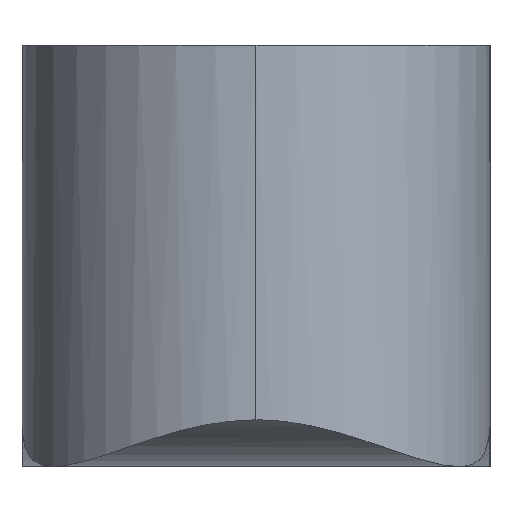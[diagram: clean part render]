
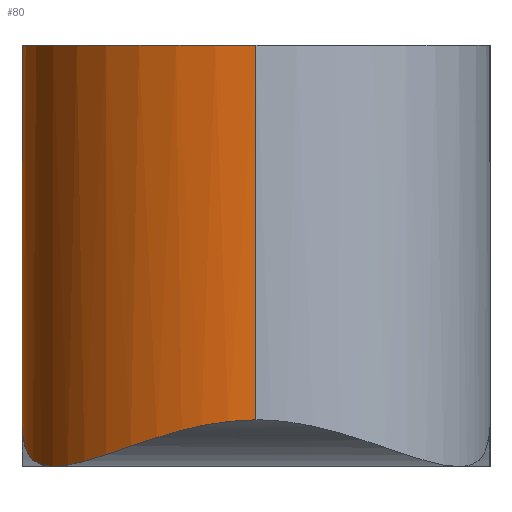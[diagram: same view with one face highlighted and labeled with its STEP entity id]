
A CAD part, left-side view. The second image highlights one B-rep face of the part: STEP entity #80.
In plain terms, the highlighted cylindrical face has radius 10 mm (diameter 20 mm), a partial arc.
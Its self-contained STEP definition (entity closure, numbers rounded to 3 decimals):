
#3 = CARTESIAN_POINT ( 'NONE',  ( -80.781, 9.976, -2.662 ) ) ;
#24 = CARTESIAN_POINT ( 'NONE',  ( -83.392, 9.413, -3.828 ) ) ;
#29 = CARTESIAN_POINT ( 'NONE',  ( -89.394, 3.456, -2.521 ) ) ;
#35 = CARTESIAN_POINT ( 'NONE',  ( -80., 0., 14. ) ) ;
#44 = B_SPLINE_CURVE_WITH_KNOTS ( 'NONE', 3,
 ( #151, #259, #699, #83, #24, #93, #314, #90, #424, #305 ),
 .UNSPECIFIED., .F., .F.,
 ( 4, 2, 2, 2, 4 ),
 ( 0.011, 0.012, 0.013, 0.014, 0.015 ),
 .UNSPECIFIED. ) ;
#63 = CARTESIAN_POINT ( 'NONE',  ( -80., 10., -2.273 ) ) ;
#80 = ADVANCED_FACE ( 'NONE', ( #472 ), #591, .T. ) ;
#83 = CARTESIAN_POINT ( 'NONE',  ( -83.725, 9.287, -3.895 ) ) ;
#86 = EDGE_LOOP ( 'NONE', ( #456, #619, #338, #647, #446, #107 ) ) ;
#90 = CARTESIAN_POINT ( 'NONE',  ( -81.772, 9.847, -3.251 ) ) ;
#92 = VERTEX_POINT ( 'NONE', #386 ) ;
#93 = CARTESIAN_POINT ( 'NONE',  ( -82.738, 9.624, -3.646 ) ) ;
#97 = VERTEX_POINT ( 'NONE', #381 ) ;
#107 = ORIENTED_EDGE ( 'NONE', *, *, #426, .F. ) ;
#110 = CIRCLE ( 'NONE', #210, 10. ) ;
#111 = CARTESIAN_POINT ( 'NONE',  ( -87.401, 6.739, -3.598 ) ) ;
#139 = VERTEX_POINT ( 'NONE', #272 ) ;
#142 = EDGE_CURVE ( 'NONE', #659, #269, #496, .T. ) ;
#151 = CARTESIAN_POINT ( 'NONE',  ( -85., 8.66, -4. ) ) ;
#154 = CARTESIAN_POINT ( 'NONE',  ( -85.764, 8.184, -3.968 ) ) ;
#160 = CARTESIAN_POINT ( 'NONE',  ( -85.387, 8.437, -4. ) ) ;
#210 = AXIS2_PLACEMENT_3D ( 'NONE', #35, #434, #371 ) ;
#221 = AXIS2_PLACEMENT_3D ( 'NONE', #251, #686, #423 ) ;
#251 = CARTESIAN_POINT ( 'NONE',  ( -80., 0., 3.25 ) ) ;
#259 = CARTESIAN_POINT ( 'NONE',  ( -84.692, 8.838, -4. ) ) ;
#269 = VERTEX_POINT ( 'NONE', #681 ) ;
#272 = CARTESIAN_POINT ( 'NONE',  ( -85., 8.66, -4. ) ) ;
#275 = CARTESIAN_POINT ( 'NONE',  ( -80., 10., -2.273 ) ) ;
#279 = CARTESIAN_POINT ( 'NONE',  ( -85., 8.66, -4. ) ) ;
#305 = CARTESIAN_POINT ( 'NONE',  ( -81.15, 9.934, -2.893 ) ) ;
#314 = CARTESIAN_POINT ( 'NONE',  ( -82.413, 9.71, -3.532 ) ) ;
#318 = CARTESIAN_POINT ( 'NONE',  ( -90., 0.903, -2. ) ) ;
#320 = VECTOR ( 'NONE', #435, 1000. ) ;
#331 = CARTESIAN_POINT ( 'NONE',  ( -88.448, 5.368, -3.132 ) ) ;
#338 = ORIENTED_EDGE ( 'NONE', *, *, #473, .F. ) ;
#366 = CARTESIAN_POINT ( 'NONE',  ( -90., 0., -2. ) ) ;
#371 = DIRECTION ( 'NONE',  ( -1., 0., 0. ) ) ;
#380 = CARTESIAN_POINT ( 'NONE',  ( -80.398, 10., -2.455 ) ) ;
#381 = CARTESIAN_POINT ( 'NONE',  ( -90., 0., 14. ) ) ;
#386 = CARTESIAN_POINT ( 'NONE',  ( -90., 0., -2. ) ) ;
#388 = CARTESIAN_POINT ( 'NONE',  ( -86.792, 7.353, -3.782 ) ) ;
#393 = VERTEX_POINT ( 'NONE', #478 ) ;
#421 = CARTESIAN_POINT ( 'NONE',  ( -89.535, 3.045, -2.408 ) ) ;
#423 = DIRECTION ( 'NONE',  ( -1., 0., 0. ) ) ;
#424 = CARTESIAN_POINT ( 'NONE',  ( -81.454, 9.898, -3.084 ) ) ;
#426 = EDGE_CURVE ( 'NONE', #139, #393, #44, .T. ) ;
#429 = CARTESIAN_POINT ( 'NONE',  ( -89.064, 4.246, -2.757 ) ) ;
#434 = DIRECTION ( 'NONE',  ( 0., 0., 1. ) ) ;
#435 = DIRECTION ( 'NONE',  ( 0., 0., 1. ) ) ;
#440 = CARTESIAN_POINT ( 'NONE',  ( -88.875, 4.628, -2.883 ) ) ;
#446 = ORIENTED_EDGE ( 'NONE', *, *, #567, .F. ) ;
#448 = CARTESIAN_POINT ( 'NONE',  ( -81.15, 9.934, -2.893 ) ) ;
#456 = ORIENTED_EDGE ( 'NONE', *, *, #504, .F. ) ;
#459 = B_SPLINE_CURVE_WITH_KNOTS ( 'NONE', 3,
 ( #448, #3, #380, #275 ),
 .UNSPECIFIED., .F., .F.,
 ( 4, 4 ),
 ( 0., 0.001 ),
 .UNSPECIFIED. ) ;
#472 = FACE_OUTER_BOUND ( 'NONE', #86, .T. ) ;
#473 = EDGE_CURVE ( 'NONE', #269, #97, #110, .T. ) ;
#474 = EDGE_CURVE ( 'NONE', #92, #97, #645, .T. ) ;
#478 = CARTESIAN_POINT ( 'NONE',  ( -81.15, 9.934, -2.893 ) ) ;
#492 = CARTESIAN_POINT ( 'NONE',  ( -87.684, 6.415, -3.491 ) ) ;
#496 = LINE ( 'NONE', #605, #320 ) ;
#504 = EDGE_CURVE ( 'NONE', #92, #139, #560, .T. ) ;
#535 = CARTESIAN_POINT ( 'NONE',  ( -89.88, 1.775, -2.12 ) ) ;
#560 = B_SPLINE_CURVE_WITH_KNOTS ( 'NONE', 3,
 ( #366, #318, #535, #421, #29, #429, #440, #331, #649, #492, #111, #388, #607, #154, #160, #279 ),
 .UNSPECIFIED., .F., .F.,
 ( 4, 2, 2, 2, 2, 2, 2, 4 ),
 ( 0., 0.003, 0.004, 0.005, 0.007, 0.008, 0.009, 0.011 ),
 .UNSPECIFIED. ) ;
#567 = EDGE_CURVE ( 'NONE', #393, #659, #459, .T. ) ;
#587 = DIRECTION ( 'NONE',  ( 0., 0., 1. ) ) ;
#591 = CYLINDRICAL_SURFACE ( 'NONE', #221, 10. ) ;
#605 = CARTESIAN_POINT ( 'NONE',  ( -80., 10., 14. ) ) ;
#607 = CARTESIAN_POINT ( 'NONE',  ( -86.465, 7.642, -3.859 ) ) ;
#611 = VECTOR ( 'NONE', #587, 1000. ) ;
#619 = ORIENTED_EDGE ( 'NONE', *, *, #474, .T. ) ;
#635 = CARTESIAN_POINT ( 'NONE',  ( -90., 0., -2. ) ) ;
#645 = LINE ( 'NONE', #635, #611 ) ;
#647 = ORIENTED_EDGE ( 'NONE', *, *, #142, .F. ) ;
#649 = CARTESIAN_POINT ( 'NONE',  ( -88.208, 5.729, -3.258 ) ) ;
#659 = VERTEX_POINT ( 'NONE', #63 ) ;
#681 = CARTESIAN_POINT ( 'NONE',  ( -80., 10., 14. ) ) ;
#686 = DIRECTION ( 'NONE',  ( 0., 0., -1. ) ) ;
#699 = CARTESIAN_POINT ( 'NONE',  ( -84.375, 8.999, -3.98 ) ) ;
